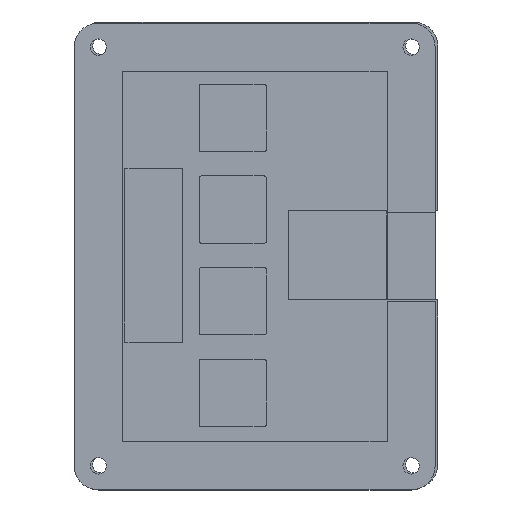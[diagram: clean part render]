
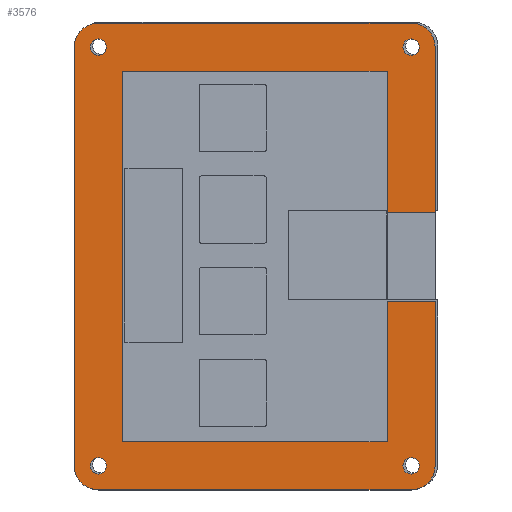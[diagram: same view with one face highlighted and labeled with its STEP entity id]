
A CAD part, top view. The second image highlights one B-rep face of the part: STEP entity #3576.
In plain terms, the highlighted planar face has unit normal (0, 0, 1).
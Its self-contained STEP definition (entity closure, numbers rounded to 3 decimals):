
#59=CIRCLE('',#3713,5.);
#60=CIRCLE('',#3716,5.);
#61=CIRCLE('',#3717,5.);
#62=CIRCLE('',#3718,5.);
#63=CIRCLE('',#3719,1.7);
#64=CIRCLE('',#3720,1.7);
#65=CIRCLE('',#3721,1.7);
#66=CIRCLE('',#3722,1.7);
#132=FACE_BOUND('',#705,.T.);
#133=FACE_BOUND('',#706,.T.);
#134=FACE_BOUND('',#707,.T.);
#135=FACE_BOUND('',#708,.T.);
#503=FACE_OUTER_BOUND('',#704,.T.);
#704=EDGE_LOOP('',(#2937,#2938,#2939,#2940,#2941,#2942,#2943,#2944,#2945,
#2946,#2947,#2948,#2949,#2950,#2951,#2952));
#705=EDGE_LOOP('',(#2953));
#706=EDGE_LOOP('',(#2954));
#707=EDGE_LOOP('',(#2955));
#708=EDGE_LOOP('',(#2956));
#971=LINE('',#6504,#1279);
#973=LINE('',#6508,#1281);
#974=LINE('',#6512,#1282);
#975=LINE('',#6516,#1283);
#976=LINE('',#6518,#1284);
#977=LINE('',#6520,#1285);
#978=LINE('',#6522,#1286);
#979=LINE('',#6524,#1287);
#980=LINE('',#6526,#1288);
#981=LINE('',#6528,#1289);
#982=LINE('',#6530,#1290);
#983=LINE('',#6532,#1291);
#1279=VECTOR('',#4104,10.);
#1281=VECTOR('',#4108,10.);
#1282=VECTOR('',#4111,10.);
#1283=VECTOR('',#4114,10.);
#1284=VECTOR('',#4115,10.);
#1285=VECTOR('',#4116,10.);
#1286=VECTOR('',#4117,10.);
#1287=VECTOR('',#4118,10.);
#1288=VECTOR('',#4119,10.);
#1289=VECTOR('',#4120,10.);
#1290=VECTOR('',#4121,10.);
#1291=VECTOR('',#4122,10.);
#1645=VERTEX_POINT('',#6497);
#1646=VERTEX_POINT('',#6498);
#1647=VERTEX_POINT('',#6503);
#1648=VERTEX_POINT('',#6507);
#1649=VERTEX_POINT('',#6509);
#1650=VERTEX_POINT('',#6511);
#1651=VERTEX_POINT('',#6513);
#1652=VERTEX_POINT('',#6515);
#1653=VERTEX_POINT('',#6517);
#1654=VERTEX_POINT('',#6519);
#1655=VERTEX_POINT('',#6521);
#1656=VERTEX_POINT('',#6523);
#1657=VERTEX_POINT('',#6525);
#1658=VERTEX_POINT('',#6527);
#1659=VERTEX_POINT('',#6529);
#1660=VERTEX_POINT('',#6531);
#1661=VERTEX_POINT('',#6534);
#1662=VERTEX_POINT('',#6536);
#1663=VERTEX_POINT('',#6538);
#1664=VERTEX_POINT('',#6540);
#2103=EDGE_CURVE('',#1645,#1646,#59,.T.);
#2106=EDGE_CURVE('',#1647,#1646,#971,.T.);
#2108=EDGE_CURVE('',#1645,#1648,#973,.T.);
#2109=EDGE_CURVE('',#1649,#1648,#60,.T.);
#2110=EDGE_CURVE('',#1649,#1650,#974,.T.);
#2111=EDGE_CURVE('',#1651,#1650,#61,.T.);
#2112=EDGE_CURVE('',#1651,#1652,#975,.T.);
#2113=EDGE_CURVE('',#1652,#1653,#976,.T.);
#2114=EDGE_CURVE('',#1653,#1654,#977,.T.);
#2115=EDGE_CURVE('',#1654,#1655,#978,.T.);
#2116=EDGE_CURVE('',#1655,#1656,#979,.T.);
#2117=EDGE_CURVE('',#1656,#1657,#980,.T.);
#2118=EDGE_CURVE('',#1657,#1658,#981,.T.);
#2119=EDGE_CURVE('',#1658,#1659,#982,.T.);
#2120=EDGE_CURVE('',#1659,#1660,#983,.T.);
#2121=EDGE_CURVE('',#1647,#1660,#62,.T.);
#2122=EDGE_CURVE('',#1661,#1661,#63,.T.);
#2123=EDGE_CURVE('',#1662,#1662,#64,.T.);
#2124=EDGE_CURVE('',#1663,#1663,#65,.T.);
#2125=EDGE_CURVE('',#1664,#1664,#66,.T.);
#2937=ORIENTED_EDGE('',*,*,#2103,.F.);
#2938=ORIENTED_EDGE('',*,*,#2108,.T.);
#2939=ORIENTED_EDGE('',*,*,#2109,.F.);
#2940=ORIENTED_EDGE('',*,*,#2110,.T.);
#2941=ORIENTED_EDGE('',*,*,#2111,.F.);
#2942=ORIENTED_EDGE('',*,*,#2112,.T.);
#2943=ORIENTED_EDGE('',*,*,#2113,.T.);
#2944=ORIENTED_EDGE('',*,*,#2114,.T.);
#2945=ORIENTED_EDGE('',*,*,#2115,.T.);
#2946=ORIENTED_EDGE('',*,*,#2116,.T.);
#2947=ORIENTED_EDGE('',*,*,#2117,.T.);
#2948=ORIENTED_EDGE('',*,*,#2118,.T.);
#2949=ORIENTED_EDGE('',*,*,#2119,.T.);
#2950=ORIENTED_EDGE('',*,*,#2120,.T.);
#2951=ORIENTED_EDGE('',*,*,#2121,.F.);
#2952=ORIENTED_EDGE('',*,*,#2106,.T.);
#2953=ORIENTED_EDGE('',*,*,#2122,.T.);
#2954=ORIENTED_EDGE('',*,*,#2123,.T.);
#2955=ORIENTED_EDGE('',*,*,#2124,.T.);
#2956=ORIENTED_EDGE('',*,*,#2125,.T.);
#3419=PLANE('',#3715);
#3576=ADVANCED_FACE('',(#503,#132,#133,#134,#135),#3419,.T.);
#3713=AXIS2_PLACEMENT_3D('',#6499,#4098,#4099);
#3715=AXIS2_PLACEMENT_3D('',#6506,#4106,#4107);
#3716=AXIS2_PLACEMENT_3D('',#6510,#4109,#4110);
#3717=AXIS2_PLACEMENT_3D('',#6514,#4112,#4113);
#3718=AXIS2_PLACEMENT_3D('',#6533,#4123,#4124);
#3719=AXIS2_PLACEMENT_3D('',#6535,#4125,#4126);
#3720=AXIS2_PLACEMENT_3D('',#6537,#4127,#4128);
#3721=AXIS2_PLACEMENT_3D('',#6539,#4129,#4130);
#3722=AXIS2_PLACEMENT_3D('',#6541,#4131,#4132);
#4098=DIRECTION('center_axis',(0.,0.,-1.));
#4099=DIRECTION('ref_axis',(-0.707,0.707,0.));
#4104=DIRECTION('',(-1.,0.,0.));
#4106=DIRECTION('center_axis',(0.,0.,1.));
#4107=DIRECTION('ref_axis',(1.,0.,0.));
#4108=DIRECTION('',(0.,-1.,0.));
#4109=DIRECTION('center_axis',(0.,0.,-1.));
#4110=DIRECTION('ref_axis',(-0.707,-0.707,0.));
#4111=DIRECTION('',(1.,0.,0.));
#4112=DIRECTION('center_axis',(0.,0.,-1.));
#4113=DIRECTION('ref_axis',(0.707,-0.707,0.));
#4114=DIRECTION('',(0.,1.,0.));
#4115=DIRECTION('',(-1.,0.,0.));
#4116=DIRECTION('',(0.,-1.,0.));
#4117=DIRECTION('',(-1.,0.,0.));
#4118=DIRECTION('',(0.,1.,0.));
#4119=DIRECTION('',(1.,0.,0.));
#4120=DIRECTION('',(0.,-1.,0.));
#4121=DIRECTION('',(1.,0.,0.));
#4122=DIRECTION('',(0.,1.,0.));
#4123=DIRECTION('center_axis',(0.,0.,-1.));
#4124=DIRECTION('ref_axis',(0.707,0.707,0.));
#4125=DIRECTION('center_axis',(0.,0.,-1.));
#4126=DIRECTION('ref_axis',(1.,0.,0.));
#4127=DIRECTION('center_axis',(0.,0.,-1.));
#4128=DIRECTION('ref_axis',(1.,0.,0.));
#4129=DIRECTION('center_axis',(0.,0.,-1.));
#4130=DIRECTION('ref_axis',(1.,0.,0.));
#4131=DIRECTION('center_axis',(0.,0.,-1.));
#4132=DIRECTION('ref_axis',(1.,0.,0.));
#6497=CARTESIAN_POINT('',(-70.,5.,13.));
#6498=CARTESIAN_POINT('',(-65.,10.,13.));
#6499=CARTESIAN_POINT('Origin',(-65.,5.,13.));
#6503=CARTESIAN_POINT('',(0.,10.,13.));
#6504=CARTESIAN_POINT('',(5.,10.,13.));
#6506=CARTESIAN_POINT('Origin',(0.,-82.,13.));
#6507=CARTESIAN_POINT('',(-70.,-82.,13.));
#6508=CARTESIAN_POINT('',(-70.,10.,13.));
#6509=CARTESIAN_POINT('',(-65.,-87.,13.));
#6510=CARTESIAN_POINT('Origin',(-65.,-82.,13.));
#6511=CARTESIAN_POINT('',(0.,-87.,13.));
#6512=CARTESIAN_POINT('',(-70.,-87.,13.));
#6513=CARTESIAN_POINT('',(5.,-82.,13.));
#6514=CARTESIAN_POINT('Origin',(0.,-82.,13.));
#6515=CARTESIAN_POINT('',(5.,-47.857,13.));
#6516=CARTESIAN_POINT('',(5.,-87.,13.));
#6517=CARTESIAN_POINT('',(-5.,-47.857,13.));
#6518=CARTESIAN_POINT('',(2.5,-47.857,13.));
#6519=CARTESIAN_POINT('',(-5.,-77.,13.));
#6520=CARTESIAN_POINT('',(-5.,-77.,13.));
#6521=CARTESIAN_POINT('',(-60.,-77.,13.));
#6522=CARTESIAN_POINT('',(-60.,-77.,13.));
#6523=CARTESIAN_POINT('',(-60.,0.,13.));
#6524=CARTESIAN_POINT('',(-60.,0.,13.));
#6525=CARTESIAN_POINT('',(-5.,0.,13.));
#6526=CARTESIAN_POINT('',(-5.,0.,13.));
#6527=CARTESIAN_POINT('',(-5.,-29.357,13.));
#6528=CARTESIAN_POINT('',(-5.,-77.,13.));
#6529=CARTESIAN_POINT('',(5.,-29.357,13.));
#6530=CARTESIAN_POINT('',(-2.5,-29.357,13.));
#6531=CARTESIAN_POINT('',(5.,5.,13.));
#6532=CARTESIAN_POINT('',(5.,-87.,13.));
#6533=CARTESIAN_POINT('Origin',(0.,5.,13.));
#6534=CARTESIAN_POINT('',(-1.7,-82.,13.));
#6535=CARTESIAN_POINT('Origin',(0.,-82.,13.));
#6536=CARTESIAN_POINT('',(-66.7,5.,13.));
#6537=CARTESIAN_POINT('Origin',(-65.,5.,13.));
#6538=CARTESIAN_POINT('',(-66.7,-82.,13.));
#6539=CARTESIAN_POINT('Origin',(-65.,-82.,13.));
#6540=CARTESIAN_POINT('',(-1.7,5.,13.));
#6541=CARTESIAN_POINT('Origin',(0.,5.,13.));
